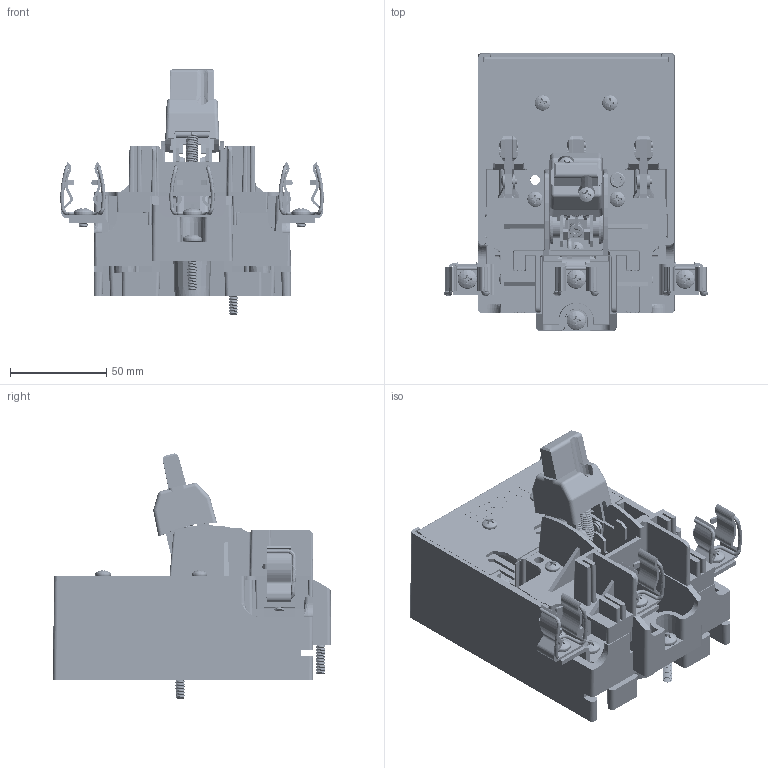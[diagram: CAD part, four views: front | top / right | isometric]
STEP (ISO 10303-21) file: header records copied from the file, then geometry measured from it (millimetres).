
FILE_DESCRIPTION (( 'STEP AP214' ), '1' );
FILE_NAME ('FCS603.STEP', '2021-11-18T10:51:10', ( '' ), ( '' ), 'SwSTEP 2.0', 'SolidWorks 2021', '' );
FILE_SCHEMA (( 'AUTOMOTIVE_DESIGN' ));
Length unit declared in the file: millimetre
Products named in the file (54): 101542-003_Switch Toggle; 101556-003_Over Center Pull Pin; 101547-001_Pem Nut M4, clinch_99437A140; 101561-005_Housing Mount C-Clamp, OEM; 101552-001_Spring, Compression .3 OD x .56L; 101570-001_Arc Chutes Housing; 101553-001_Push Link; 101568-001_Arc Chutes Housing; 101567-001_Arc Chutes; 101579-001_OC Spring; 101558-002_Spring Brace, Over Center; 101555-006_Switch Housing, HARD Mount; 101546-003_SHCScrew M4 x 16mm, Steel_95263A260; 101505-006_Rivet, Semi-tubular Steel 3mmx 9mmL; 101675-001_Fuse Clip Wire 30Amp; 101539-002_Crank Shaft; 101505-005_Rivet, Semi-tubular steel 3mm x 11mm; 911108-001_M5 x 25mm, Pan PHMScrew_92005A318; 101578-001_Switch OC Spring; 101674-001_Fuse Clip 30Amp; 101619-002_Contact Base, Ag; 101577-005_Switch Front Cover; 101505-004_Rivet, Semi-tubular Steel 3mmx 7.5mmL; 101571-001_Arc Chutes Back Cover; 101673-001_Fuse Clip 30Amp NoRele; 101544-001-01_Contacts Rocker Support; 101543-002_Over Center Link; 910904-001_M4 Step Rivet, Custom; 101562-002_Contact Base; 91251A355_BLACK-OXIDE ALLOY STEEL SOCKET HEAD SCREW_91251A355; 101512-006_Pan Head Phillips Screw M4 x 8mm_92005A218; 101513-002_Lock Washer M4_91202A226; 101550-003_Contact; 101548-002_Contact Arm; 101554-005_Switch Handle, OEM Application; 102394-001_Shaft Arc barreir inner; 101617-002_Contact, Ag; 101575-001_Fuse Clip Brace; 101512-002_Pan Head Phillips Screw M5 x 8mm_92005A318; 101563-001_Fuse Clip Base ...
Assembly tree (122 placements, depth 3):
  FCS603
    101541-002_Switch
      101540-002_Switch Frame
      101539-002_Crank Shaft
      101542-003_Switch Toggle
      101543-002_Over Center Link  x2
      101544-001-01_Contacts Rocker Support  x3
      101552-001_Spring, Compression .3 OD x .56L  x3
      101553-001_Push Link  x2
      101617-002_Contact, Ag  x3
      101556-003_Over Center Pull Pin
      101558-002_Spring Brace, Over Center
      101559-001_Switch Pivot Pin  x2
      101548-002_Contact Arm  x3
      101550-003_Contact  x3
      101564-001_Cable from fuse to contact  x3
      101578-001_Switch OC Spring
      101579-001_OC Spring  x3
      101554-005_Switch Handle, OEM Application
      101563-001_Fuse Clip Base  x3
      102393-001_Shaft Arc barreir outer  x2
      102394-001_Shaft Arc barreir inner  x4
      102395-001_Arc Barrier Bushing  x2
      910904-001_M4 Step Rivet, Custom  x2
      101546-003_SHCScrew M4 x 16mm, Steel_95263A260  x3
      101513-002_Lock Washer M4_91202A226  x3
      101512-006_Pan Head Phillips Screw M4 x 8mm_92005A218  x2
      101505-005_Rivet, Semi-tubular steel 3mm x 11mm
      101505-004_Rivet, Semi-tubular Steel 3mmx 7.5mmL  x3
      101547-001_Pem Nut M4, clinch_99437A140  x3
      101505-006_Rivet, Semi-tubular Steel 3mmx 9mmL  x3
    101569-001_Arc Chutes  x3
      101568-001_Arc Chutes Housing
      101567-001_Arc Chutes
      101570-001_Arc Chutes Housing
    101673-001_Fuse Clip 30Amp NoRele  x3
      101674-001_Fuse Clip 30Amp
      101675-001_Fuse Clip Wire 30Amp
    101555-006_Switch Housing, HARD Mount
    101561-005_Housing Mount C-Clamp, OEM  x3
    101562-002_Contact Base  x3
    101619-002_Contact Base, Ag  x3
    101566-001_Contact Cover
    101571-001_Arc Chutes Back Cover  x3
    101575-001_Fuse Clip Brace  x2
    101547-004_Nut Insert M5 x 11.1_94180A363  x2
    101576-001_Fuse Clip Brace Center
    101577-005_Switch Front Cover
    101512-006_Pan Head Phillips Screw M4 x 8mm_92005A218  x8
    101512-002_Pan Head Phillips Screw M5 x 8mm_92005A318  x2
    101512-009_Pan Head Phillips Screw M5 x 6mm_92005A318  x3
    101512-010_Pan Head Phillips Screw M5 x 20mm_92005A318
    911108-001_M5 x 25mm, Pan PHMScrew_92005A318
    101547-003_Nut Insert M4 x 7.9_94180A353  x4
    91251A355_BLACK-OXIDE ALLOY STEEL SOCKET HEAD SCREW_91251A355
Bounding box: 136.94 x 144.34 x 127.24 mm (x, y, z)
Volume: 367020.7 mm3; surface area: 299406 mm2
Topology: 135 solids, 135 shells, 9387 faces, 25721 edges, 16699 vertices
Faces by surface type: plane 3895, cylinder 3731, bspline 1151, cone 370, torus 150, sphere 90
Entity records: 171978 total; most frequent: CARTESIAN_POINT 67482, ORIENTED_EDGE 23794, DIRECTION 18545, EDGE_CURVE 11897, VERTEX_POINT 7711, AXIS2_PLACEMENT_3D 6205, LINE 6135, VECTOR 6135
